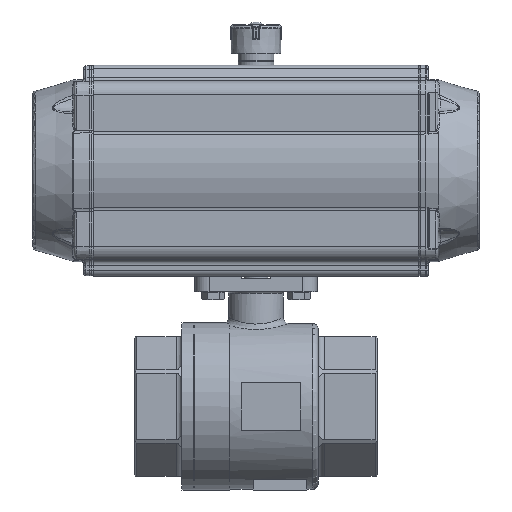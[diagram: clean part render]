
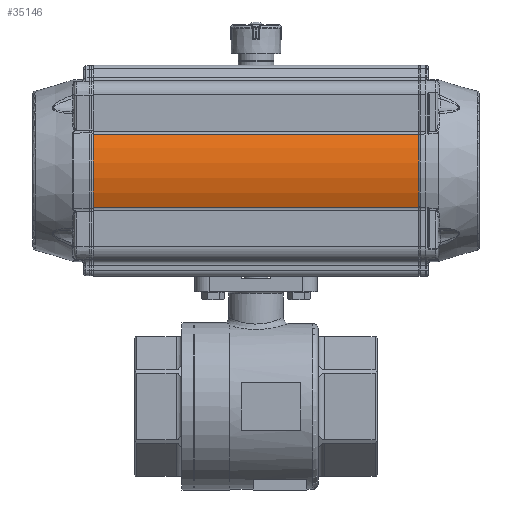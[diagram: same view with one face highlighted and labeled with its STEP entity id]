
A CAD part, left-side view. The second image highlights one B-rep face of the part: STEP entity #35146.
In plain terms, the highlighted cylindrical face has radius 77 mm (diameter 154 mm), a partial arc.
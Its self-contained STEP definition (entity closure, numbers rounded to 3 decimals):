
#3584=CIRCLE('',#37551,77.);
#3585=CIRCLE('',#37552,77.);
#5744=ORIENTED_EDGE('',*,*,#15825,.F.);
#5745=ORIENTED_EDGE('',*,*,#15822,.T.);
#5746=ORIENTED_EDGE('',*,*,#15826,.T.);
#5747=ORIENTED_EDGE('',*,*,#15827,.T.);
#15822=EDGE_CURVE('',#20930,#20931,#24269,.T.);
#15825=EDGE_CURVE('',#20930,#20932,#3584,.T.);
#15826=EDGE_CURVE('',#20931,#20933,#3585,.T.);
#15827=EDGE_CURVE('',#20933,#20932,#24270,.T.);
#20930=VERTEX_POINT('',#50373);
#20931=VERTEX_POINT('',#50374);
#20932=VERTEX_POINT('',#50379);
#20933=VERTEX_POINT('',#50381);
#24269=LINE('',#50372,#26271);
#24270=LINE('',#50382,#26272);
#26271=VECTOR('',#41405,1000.);
#26272=VECTOR('',#41416,1000.);
#28262=EDGE_LOOP('',(#5744,#5745,#5746,#5747));
#30903=FACE_BOUND('',#28262,.T.);
#33383=CYLINDRICAL_SURFACE('',#37550,77.);
#35146=ADVANCED_FACE('',(#30903),#33383,.T.);
#37550=AXIS2_PLACEMENT_3D('',#50377,#41410,#41411);
#37551=AXIS2_PLACEMENT_3D('',#50378,#41412,#41413);
#37552=AXIS2_PLACEMENT_3D('',#50380,#41414,#41415);
#41405=DIRECTION('',(0.,0.,-1.));
#41410=DIRECTION('',(0.,0.,1.));
#41411=DIRECTION('',(1.,0.,0.));
#41412=DIRECTION('',(0.,0.,1.));
#41413=DIRECTION('',(1.,0.,0.));
#41414=DIRECTION('',(0.,0.,1.));
#41415=DIRECTION('',(1.,0.,0.));
#41416=DIRECTION('',(0.,0.,1.));
#50372=CARTESIAN_POINT('',(-70.506,30.95,0.));
#50373=CARTESIAN_POINT('',(-70.506,30.95,275.));
#50374=CARTESIAN_POINT('',(-70.506,30.95,0.));
#50377=CARTESIAN_POINT('',(0.,0.,0.));
#50378=CARTESIAN_POINT('',(0.,0.,275.));
#50379=CARTESIAN_POINT('',(-70.506,-30.95,275.));
#50380=CARTESIAN_POINT('',(0.,0.,0.));
#50381=CARTESIAN_POINT('',(-70.506,-30.95,0.));
#50382=CARTESIAN_POINT('',(-70.506,-30.95,0.));
